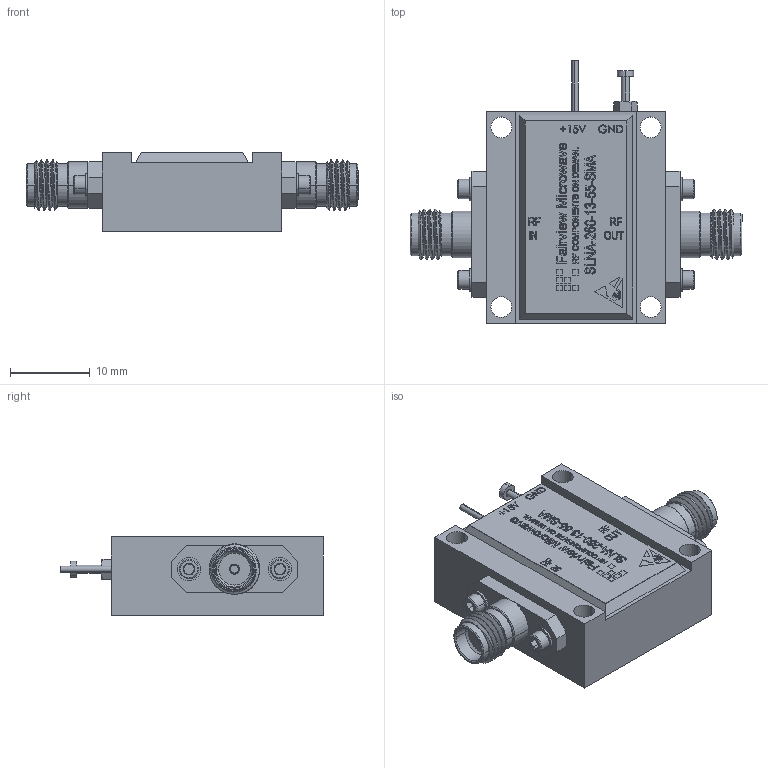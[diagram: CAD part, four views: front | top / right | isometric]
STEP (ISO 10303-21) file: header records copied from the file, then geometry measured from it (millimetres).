
FILE_DESCRIPTION (( 'STEP AP214' ), '1' );
FILE_NAME ('SLNA-260-13-55-SMA.STEP', '2018-03-22T22:35:23', ( '' ), ( '' ), 'SwSTEP 2.0', 'SolidWorks 2017', '' );
FILE_SCHEMA (( 'AUTOMOTIVE_DESIGN' ));
Length unit declared in the file: inch
Products named in the file (1): SLNA-260-13-55-SMA
Bounding box: 41.76 x 33.02 x 9.96 mm (x, y, z)
Volume: 6349.9 mm3; surface area: 4567.7 mm2
Topology: 11 solids, 11 shells, 1470 faces, 3835 edges, 2526 vertices
Faces by surface type: plane 789, bspline 344, cylinder 251, cone 86
Entity records: 81419 total; most frequent: CARTESIAN_POINT 34010, ORIENTED_EDGE 7670, DIRECTION 5305, EDGE_CURVE 3835, VERTEX_POINT 2526, VECTOR 2459, LINE 2459, EDGE_LOOP 1631
